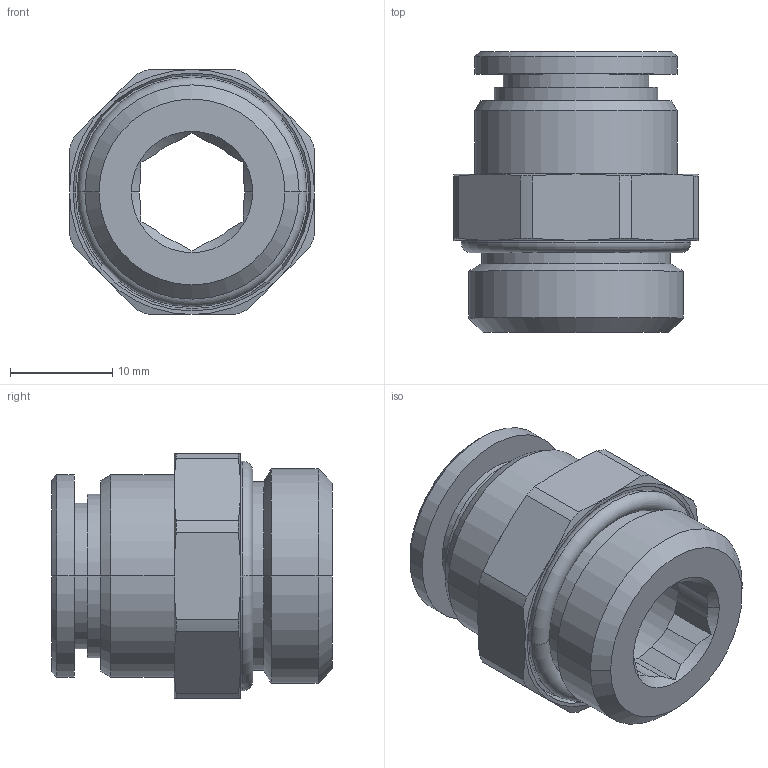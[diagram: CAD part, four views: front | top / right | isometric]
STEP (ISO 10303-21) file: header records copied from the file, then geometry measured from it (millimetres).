
FILE_DESCRIPTION(( 'MA.12.12.12A.stp' ), '1');
FILE_NAME( 'MA.12.12.12A.stp', '2018-09-27T17:28:41',( 'Sopra'),('sopra-pneumatic.com'), 'SwSTEP 2.0','SolidWorks 2009','' );
FILE_SCHEMA(('CONFIG_CONTROL_DESIGN'));
Length unit declared in the file: millimetre
Products named in the file (1): 340026B_951M-12-1-2
Bounding box: 24 x 27.5 x 24 mm (x, y, z)
Volume: 6243.7 mm3; surface area: 4377.9 mm2
Topology: 2 solids, 2 shells, 92 faces, 218 edges, 134 vertices
Faces by surface type: cone 32, cylinder 28, plane 28, torus 4
Entity records: 2808 total; most frequent: CARTESIAN_POINT 672, DIRECTION 444, ORIENTED_EDGE 436, EDGE_CURVE 218, AXIS2_PLACEMENT_3D 190, VERTEX_POINT 134, EDGE_LOOP 100, CIRCLE 98
